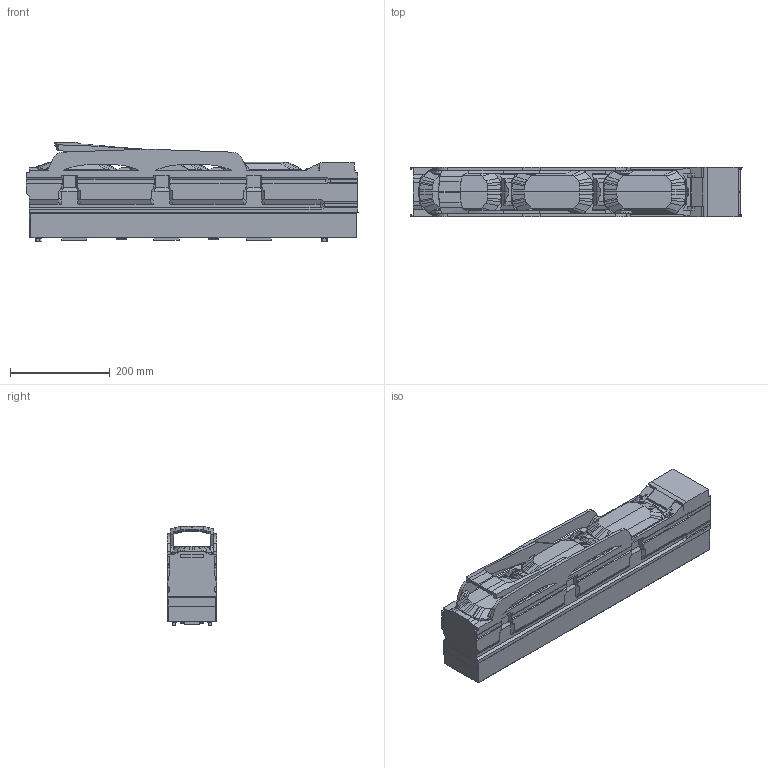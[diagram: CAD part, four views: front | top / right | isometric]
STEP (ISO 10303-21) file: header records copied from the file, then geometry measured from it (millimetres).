
FILE_DESCRIPTION (( 'STEP AP214' ), '1' );
FILE_NAME ('DNH18-630 3L JH3D.STEP', '2026-01-12T12:05:59', ( '' ), ( '' ), 'SwSTEP 2.0', 'SolidWorks 2022', '' );
FILE_SCHEMA (( 'AUTOMOTIVE_DESIGN' ));
Length unit declared in the file: millimetre
Products named in the file (1): DNH18-630 3L JH3D
Bounding box: 666.3 x 100 x 199.5 mm (x, y, z)
Volume: 8461577.4 mm3; surface area: 592513.6 mm2
Topology: 1 solids, 24 shells, 3788 faces, 10575 edges, 6868 vertices
Faces by surface type: plane 2698, cylinder 549, bspline 412, cone 58, torus 51, sphere 20
Entity records: 181072 total; most frequent: CARTESIAN_POINT 47174, ORIENTED_EDGE 21140, DIRECTION 16192, EDGE_CURVE 10570, VECTOR 8246, LINE 8246, VERTEX_POINT 6868, AXIS2_PLACEMENT_3D 3973
